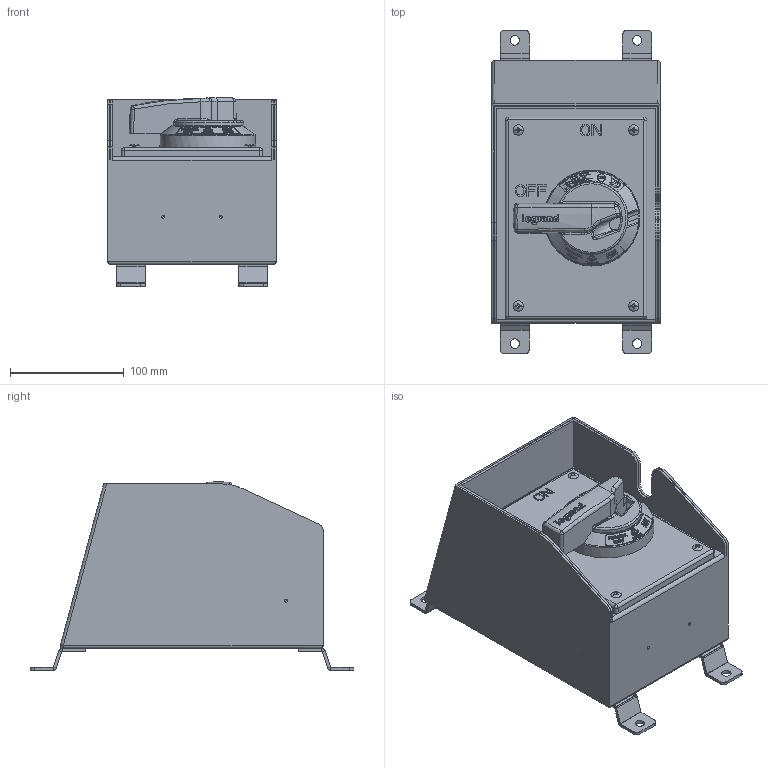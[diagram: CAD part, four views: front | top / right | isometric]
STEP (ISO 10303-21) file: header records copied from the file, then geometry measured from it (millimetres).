
FILE_DESCRIPTION((''),'2;1');
FILE_NAME('PSDS30SR_SW0003','2017-10-03T',('abrind1a'),(''),'PRO/ENGINEER BY PARAMETRIC TECHNOLOGY CORPORATION, 2014200','PRO/ENGINEER BY PARAMETRIC TECHNOLOGY CORPORATION, 2014200','');
FILE_SCHEMA(('CONFIG_CONTROL_DESIGN'));
Length unit declared in the file: inch
Products named in the file (1): PSDS30SR_SW0003
Bounding box: 148.39 x 284.73 x 165.81 mm (x, y, z)
Surface area: 255582.1 mm2 (no closed solid volume)
Topology: 0 solids, 155 shells, 439 faces, 4531 edges, 4207 vertices
Faces by surface type: cone 143, plane 134, cylinder 72, bspline 56, sphere 18, torus 16
Entity records: 48078 total; most frequent: CARTESIAN_POINT 24057, ORIENTED_EDGE 5072, EDGE_CURVE 4507, VERTEX_POINT 4207, B_SPLINE_CURVE_WITH_KNOTS 3474, DIRECTION 2182, AXIS2_PLACEMENT_3D 766, VECTOR 650
